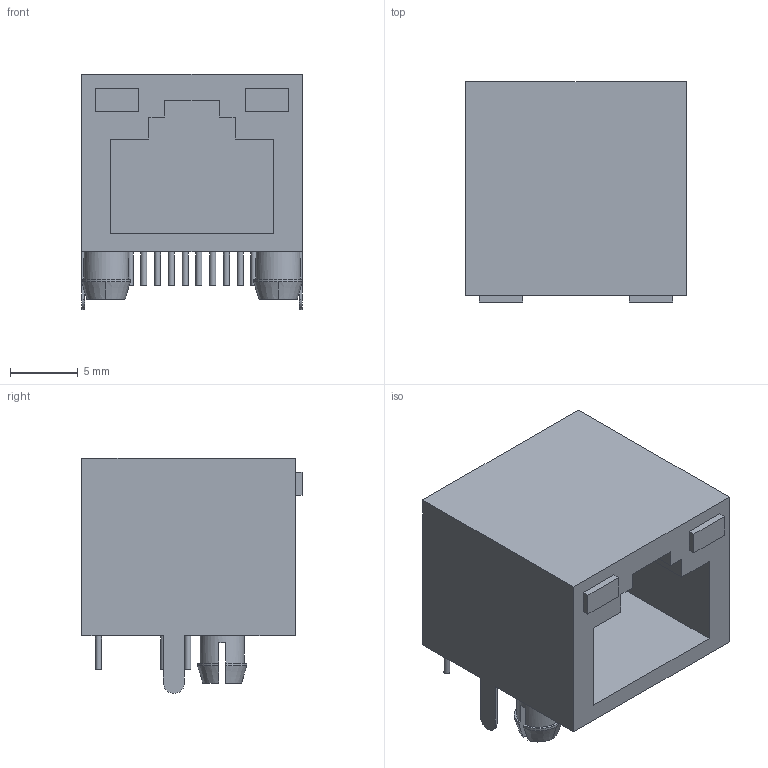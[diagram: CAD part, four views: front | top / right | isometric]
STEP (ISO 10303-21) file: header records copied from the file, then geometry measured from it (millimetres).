
FILE_DESCRIPTION(('FreeCAD Model'),'2;1');
FILE_NAME('Open CASCADE Shape Model','2023-10-23T19:43:52',( 'kicad StepUp'),('ksu MCAD'),'Open CASCADE STEP processor 7.5', 'FreeCAD','Unknown');
FILE_SCHEMA(('AUTOMOTIVE_DESIGN { 1 0 10303 214 1 1 1 1 }'));
Length unit declared in the file: millimetre
Products named in the file (1): Body
Bounding box: 16.32 x 16.25 x 17.35 mm (x, y, z)
Volume: 2424.3 mm3; surface area: 1975.7 mm2
Topology: 1 solids, 1 shells, 87 faces, 210 edges, 142 vertices
Faces by surface type: plane 61, cylinder 20, cone 6
Full cylindrical faces by diameter (mm): 0.45 x12, 3.3 x2
Entity records: 6090 total; most frequent: CARTESIAN_POINT 1140, DIRECTION 828, LINE 488, VECTOR 488, ORIENTED_EDGE 420, PCURVE 420, DEFINITIONAL_REPRESENTATION 420, EDGE_CURVE 210
